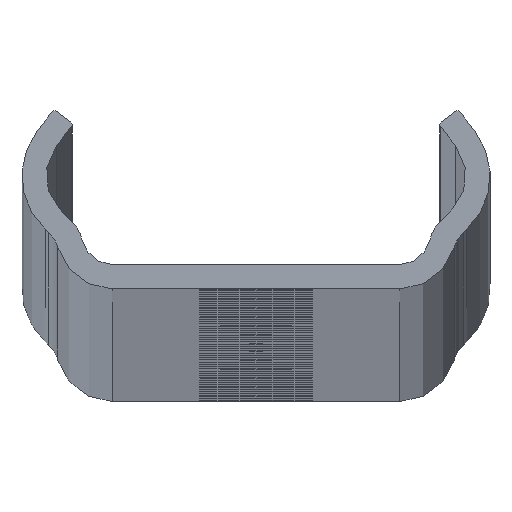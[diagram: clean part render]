
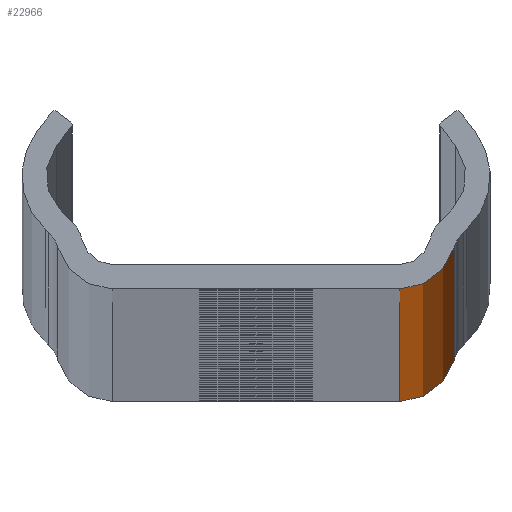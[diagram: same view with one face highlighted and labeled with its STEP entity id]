
A CAD part, top view. The second image highlights one B-rep face of the part: STEP entity #22966.
In plain terms, the highlighted cylindrical face has radius 3.5 mm (diameter 7 mm), a partial arc.
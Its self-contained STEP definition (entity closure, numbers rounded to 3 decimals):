
#823=CYLINDRICAL_SURFACE('',#25398,3.5);
#1939=CIRCLE('',#25399,3.5);
#1940=CIRCLE('',#25400,3.5);
#4672=FACE_OUTER_BOUND('',#6052,.T.);
#6052=EDGE_LOOP('',(#20787,#20788,#20789,#20790));
#7432=LINE('',#47947,#8788);
#7435=LINE('',#47955,#8791);
#8788=VECTOR('',#31564,3994.);
#8791=VECTOR('',#31571,3994.);
#10944=VERTEX_POINT('',#47944);
#10945=VERTEX_POINT('',#47946);
#10947=VERTEX_POINT('',#47952);
#10948=VERTEX_POINT('',#47954);
#14400=EDGE_CURVE('',#10945,#10944,#7432,.T.);
#14403=EDGE_CURVE('',#10944,#10947,#1939,.T.);
#14404=EDGE_CURVE('',#10948,#10947,#7435,.T.);
#14405=EDGE_CURVE('',#10948,#10945,#1940,.T.);
#20787=ORIENTED_EDGE('',*,*,#14403,.T.);
#20788=ORIENTED_EDGE('',*,*,#14404,.F.);
#20789=ORIENTED_EDGE('',*,*,#14405,.T.);
#20790=ORIENTED_EDGE('',*,*,#14400,.T.);
#22966=ADVANCED_FACE('',(#4672),#823,.T.);
#25398=AXIS2_PLACEMENT_3D('',#47951,#31567,#31568);
#25399=AXIS2_PLACEMENT_3D('',#47953,#31569,#31570);
#25400=AXIS2_PLACEMENT_3D('',#47956,#31572,#31573);
#31564=DIRECTION('',(0.,0.,-1.));
#31567=DIRECTION('center_axis',(0.,0.,-1.));
#31568=DIRECTION('ref_axis',(0.,1.,0.));
#31569=DIRECTION('center_axis',(0.,0.,1.));
#31570=DIRECTION('ref_axis',(0.,1.,0.));
#31571=DIRECTION('',(0.,0.,-1.));
#31572=DIRECTION('center_axis',(0.,0.,-1.));
#31573=DIRECTION('ref_axis',(0.,1.,0.));
#47944=CARTESIAN_POINT('',(8.896,0.,-3994.));
#47946=CARTESIAN_POINT('',(8.896,0.,0.));
#47947=CARTESIAN_POINT('',(8.896,0.,0.));
#47951=CARTESIAN_POINT('Origin',(8.896,3.5,0.));
#47952=CARTESIAN_POINT('',(12.269,2.567,-3994.));
#47953=CARTESIAN_POINT('Origin',(8.896,3.5,-3994.));
#47954=CARTESIAN_POINT('',(12.269,2.567,0.));
#47955=CARTESIAN_POINT('',(12.269,2.567,0.));
#47956=CARTESIAN_POINT('Origin',(8.896,3.5,0.));
